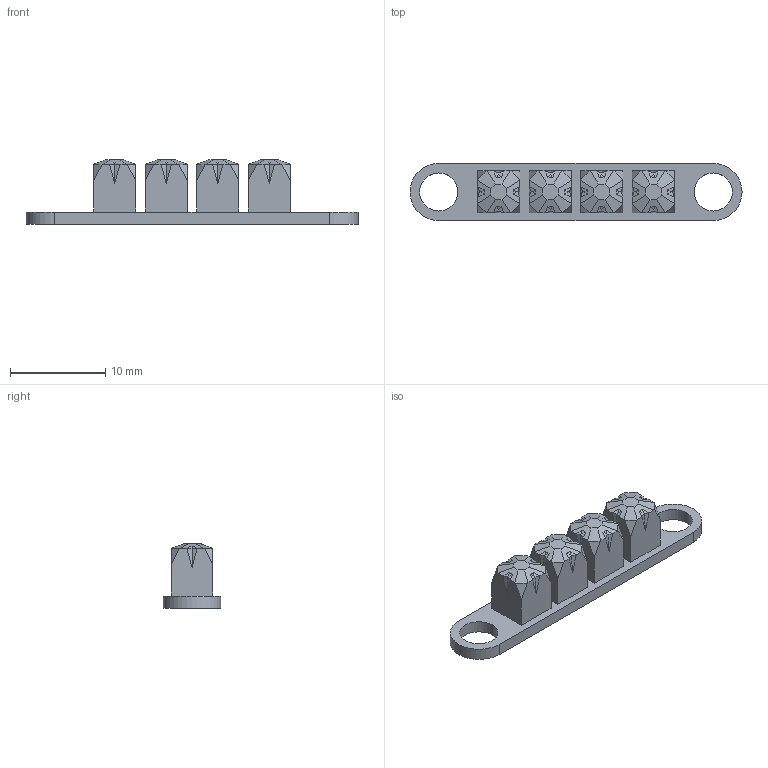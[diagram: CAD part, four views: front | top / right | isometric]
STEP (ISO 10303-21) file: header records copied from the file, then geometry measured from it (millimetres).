
FILE_DESCRIPTION (( 'STEP AP214' ), '1' );
FILE_NAME ('F腑欶.STEP', '2024-08-04T15:20:18', ( '' ), ( '' ), 'SwSTEP 2.0', 'SolidWorks 2022', '' );
FILE_SCHEMA (( 'AUTOMOTIVE_DESIGN' ));
Length unit declared in the file: millimetre
Products named in the file (1): F灯罩
Bounding box: 34.8 x 6 x 6.8 mm (x, y, z)
Volume: 593.1 mm3; surface area: 876.6 mm2
Topology: 1 solids, 1 shells, 195 faces, 507 edges, 322 vertices
Faces by surface type: plane 188, cylinder 7
Entity records: 5833 total; most frequent: CARTESIAN_POINT 1025, ORIENTED_EDGE 1014, DIRECTION 913, EDGE_CURVE 507, VECTOR 493, LINE 493, VERTEX_POINT 322, AXIS2_PLACEMENT_3D 210
